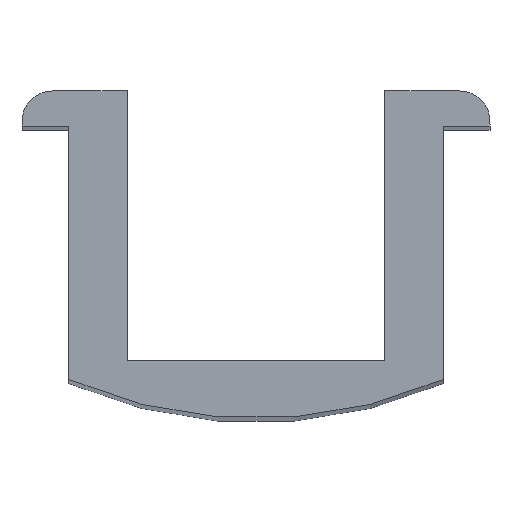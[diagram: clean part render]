
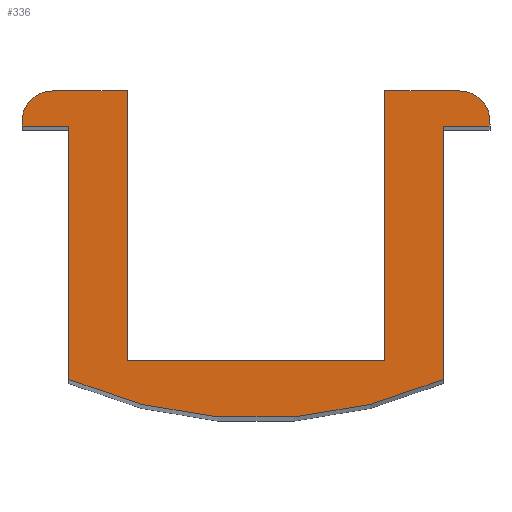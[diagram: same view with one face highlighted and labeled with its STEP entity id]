
A CAD part, top view. The second image highlights one B-rep face of the part: STEP entity #336.
In plain terms, the highlighted planar face has unit normal (0, 0, 1).
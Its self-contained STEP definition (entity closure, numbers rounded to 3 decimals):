
#9 = VECTOR ( 'NONE', #367, 1000. ) ;
#11 = VECTOR ( 'NONE', #376, 1000. ) ;
#12 = LINE ( 'NONE', #362, #9 ) ;
#13 = VECTOR ( 'NONE', #391, 1000. ) ;
#14 = LINE ( 'NONE', #397, #13 ) ;
#16 = CIRCLE ( 'NONE', #528, 0.65 ) ;
#17 = CIRCLE ( 'NONE', #510, 0.65 ) ;
#22 = VECTOR ( 'NONE', #394, 1000. ) ;
#23 = LINE ( 'NONE', #387, #11 ) ;
#35 = LINE ( 'NONE', #392, #22 ) ;
#41 = CARTESIAN_POINT ( 'NONE',  ( 1.25, 1.25, 50. ) ) ;
#52 = VERTEX_POINT ( 'NONE', #64 ) ;
#61 = VERTEX_POINT ( 'NONE', #110 ) ;
#64 = CARTESIAN_POINT ( 'NONE',  ( 8., 0.835, 50. ) ) ;
#69 = VERTEX_POINT ( 'NONE', #41 ) ;
#73 = VERTEX_POINT ( 'NONE', #155 ) ;
#79 = CARTESIAN_POINT ( 'NONE',  ( 0., 0.835, 50. ) ) ;
#80 = VERTEX_POINT ( 'NONE', #132 ) ;
#83 = CARTESIAN_POINT ( 'NONE',  ( 6.75, 7., 50. ) ) ;
#86 = VERTEX_POINT ( 'NONE', #98 ) ;
#89 = CARTESIAN_POINT ( 'NONE',  ( 8.35, 7., 50. ) ) ;
#90 = VERTEX_POINT ( 'NONE', #106 ) ;
#96 = VERTEX_POINT ( 'NONE', #140 ) ;
#98 = CARTESIAN_POINT ( 'NONE',  ( 9., 6.35, 50. ) ) ;
#102 = CARTESIAN_POINT ( 'NONE',  ( 9., 7., 50. ) ) ;
#103 = CARTESIAN_POINT ( 'NONE',  ( 8., 0., 50. ) ) ;
#106 = CARTESIAN_POINT ( 'NONE',  ( 8., 6.25, 50. ) ) ;
#108 = VERTEX_POINT ( 'NONE', #154 ) ;
#110 = CARTESIAN_POINT ( 'NONE',  ( -1., 6.25, 50. ) ) ;
#111 = VERTEX_POINT ( 'NONE', #79 ) ;
#112 = DIRECTION ( 'NONE',  ( 0., 0., 1. ) ) ;
#117 = CARTESIAN_POINT ( 'NONE',  ( -1., 6.35, 50. ) ) ;
#118 = VERTEX_POINT ( 'NONE', #117 ) ;
#123 = VERTEX_POINT ( 'NONE', #126 ) ;
#124 = VERTEX_POINT ( 'NONE', #130 ) ;
#126 = CARTESIAN_POINT ( 'NONE',  ( 6.75, 1.25, 50. ) ) ;
#130 = CARTESIAN_POINT ( 'NONE',  ( 0., 6.25, 50. ) ) ;
#131 = VERTEX_POINT ( 'NONE', #89 ) ;
#132 = CARTESIAN_POINT ( 'NONE',  ( -0.35, 7., 50. ) ) ;
#133 = CARTESIAN_POINT ( 'NONE',  ( 1.25, 7., 50. ) ) ;
#134 = DIRECTION ( 'NONE',  ( -1., 0., 0. ) ) ;
#140 = CARTESIAN_POINT ( 'NONE',  ( 9., 6.25, 50. ) ) ;
#141 = CARTESIAN_POINT ( 'NONE',  ( 4., 10., 50. ) ) ;
#150 = CARTESIAN_POINT ( 'NONE',  ( -1., 6.25, 50. ) ) ;
#153 = DIRECTION ( 'NONE',  ( 0., 0., 1. ) ) ;
#154 = CARTESIAN_POINT ( 'NONE',  ( 1.25, 7., 50. ) ) ;
#155 = CARTESIAN_POINT ( 'NONE',  ( 6.75, 7., 50. ) ) ;
#156 = DIRECTION ( 'NONE',  ( 1., 0., 0. ) ) ;
#158 = PLANE ( 'NONE',  #561 ) ;
#178 = DIRECTION ( 'NONE',  ( -1., 0., 0. ) ) ;
#182 = CARTESIAN_POINT ( 'NONE',  ( 9., 6.25, 50. ) ) ;
#183 = DIRECTION ( 'NONE',  ( 0., 1., 0. ) ) ;
#190 = DIRECTION ( 'NONE',  ( 0., -1., 0. ) ) ;
#191 = DIRECTION ( 'NONE',  ( 0., 1., 0. ) ) ;
#196 = DIRECTION ( 'NONE',  ( -1., 0., 0. ) ) ;
#219 = ORIENTED_EDGE ( 'NONE', *, *, #532, .T. ) ;
#247 = ORIENTED_EDGE ( 'NONE', *, *, #500, .T. ) ;
#252 = ORIENTED_EDGE ( 'NONE', *, *, #539, .T. ) ;
#253 = ORIENTED_EDGE ( 'NONE', *, *, #520, .T. ) ;
#256 = ORIENTED_EDGE ( 'NONE', *, *, #511, .T. ) ;
#270 = LINE ( 'NONE', #102, #291 ) ;
#271 = VECTOR ( 'NONE', #183, 1000. ) ;
#278 = VECTOR ( 'NONE', #190, 1000. ) ;
#280 = LINE ( 'NONE', #182, #271 ) ;
#291 = VECTOR ( 'NONE', #196, 1000. ) ;
#299 = CIRCLE ( 'NONE', #512, 10. ) ;
#306 = VECTOR ( 'NONE', #134, 1000. ) ;
#307 = LINE ( 'NONE', #133, #306 ) ;
#309 = VECTOR ( 'NONE', #410, 1000. ) ;
#311 = LINE ( 'NONE', #103, #316 ) ;
#313 = LINE ( 'NONE', #389, #309 ) ;
#316 = VECTOR ( 'NONE', #191, 1000. ) ;
#317 = VECTOR ( 'NONE', #406, 1000. ) ;
#318 = FACE_OUTER_BOUND ( 'NONE', #452, .T. ) ;
#321 = LINE ( 'NONE', #411, #317 ) ;
#322 = LINE ( 'NONE', #83, #278 ) ;
#336 = ADVANCED_FACE ( 'NONE', ( #318 ), #158, .T. ) ;
#362 = CARTESIAN_POINT ( 'NONE',  ( -1., 7., 50. ) ) ;
#367 = DIRECTION ( 'NONE',  ( 0., -1., 0. ) ) ;
#369 = DIRECTION ( 'NONE',  ( -1., 0., 0. ) ) ;
#370 = DIRECTION ( 'NONE',  ( 1., 0., 0. ) ) ;
#371 = DIRECTION ( 'NONE',  ( 0., 0., 1. ) ) ;
#376 = DIRECTION ( 'NONE',  ( 0., 1., 0. ) ) ;
#384 = CARTESIAN_POINT ( 'NONE',  ( -0.35, 6.35, 50. ) ) ;
#387 = CARTESIAN_POINT ( 'NONE',  ( 1.25, 1.25, 50. ) ) ;
#389 = CARTESIAN_POINT ( 'NONE',  ( -1., 6.25, 50. ) ) ;
#391 = DIRECTION ( 'NONE',  ( -1., 0., 0. ) ) ;
#392 = CARTESIAN_POINT ( 'NONE',  ( 0., 6.25, 50. ) ) ;
#393 = CARTESIAN_POINT ( 'NONE',  ( 8.35, 6.35, 50. ) ) ;
#394 = DIRECTION ( 'NONE',  ( 0., -1., 0. ) ) ;
#395 = DIRECTION ( 'NONE',  ( 0., 0., -1. ) ) ;
#397 = CARTESIAN_POINT ( 'NONE',  ( 6.75, 1.25, 50. ) ) ;
#406 = DIRECTION ( 'NONE',  ( 1., 0., 0. ) ) ;
#410 = DIRECTION ( 'NONE',  ( 1., 0., 0. ) ) ;
#411 = CARTESIAN_POINT ( 'NONE',  ( 8., 6.25, 50. ) ) ;
#416 = ORIENTED_EDGE ( 'NONE', *, *, #571, .T. ) ;
#418 = ORIENTED_EDGE ( 'NONE', *, *, #514, .T. ) ;
#419 = ORIENTED_EDGE ( 'NONE', *, *, #563, .T. ) ;
#421 = ORIENTED_EDGE ( 'NONE', *, *, #547, .F. ) ;
#422 = ORIENTED_EDGE ( 'NONE', *, *, #569, .T. ) ;
#436 = ORIENTED_EDGE ( 'NONE', *, *, #527, .T. ) ;
#443 = ORIENTED_EDGE ( 'NONE', *, *, #502, .T. ) ;
#452 = EDGE_LOOP ( 'NONE', ( #421, #418, #443, #422, #419, #457, #416, #458, #436, #252, #253, #247, #219, #256 ) ) ;
#457 = ORIENTED_EDGE ( 'NONE', *, *, #498, .T. ) ;
#458 = ORIENTED_EDGE ( 'NONE', *, *, #570, .T. ) ;
#498 = EDGE_CURVE ( 'NONE', #108, #80, #307, .T. ) ;
#500 = EDGE_CURVE ( 'NONE', #52, #90, #311, .T. ) ;
#502 = EDGE_CURVE ( 'NONE', #73, #123, #322, .T. ) ;
#510 = AXIS2_PLACEMENT_3D ( 'NONE', #384, #371, #370 ) ;
#511 = EDGE_CURVE ( 'NONE', #96, #86, #280, .T. ) ;
#512 = AXIS2_PLACEMENT_3D ( 'NONE', #141, #112, #178 ) ;
#514 = EDGE_CURVE ( 'NONE', #131, #73, #270, .T. ) ;
#520 = EDGE_CURVE ( 'NONE', #111, #52, #299, .T. ) ;
#527 = EDGE_CURVE ( 'NONE', #61, #124, #313, .T. ) ;
#528 = AXIS2_PLACEMENT_3D ( 'NONE', #393, #395, #369 ) ;
#532 = EDGE_CURVE ( 'NONE', #90, #96, #321, .T. ) ;
#539 = EDGE_CURVE ( 'NONE', #124, #111, #35, .T. ) ;
#547 = EDGE_CURVE ( 'NONE', #131, #86, #16, .T. ) ;
#561 = AXIS2_PLACEMENT_3D ( 'NONE', #150, #153, #156 ) ;
#563 = EDGE_CURVE ( 'NONE', #69, #108, #23, .T. ) ;
#569 = EDGE_CURVE ( 'NONE', #123, #69, #14, .T. ) ;
#570 = EDGE_CURVE ( 'NONE', #118, #61, #12, .T. ) ;
#571 = EDGE_CURVE ( 'NONE', #80, #118, #17, .T. ) ;
